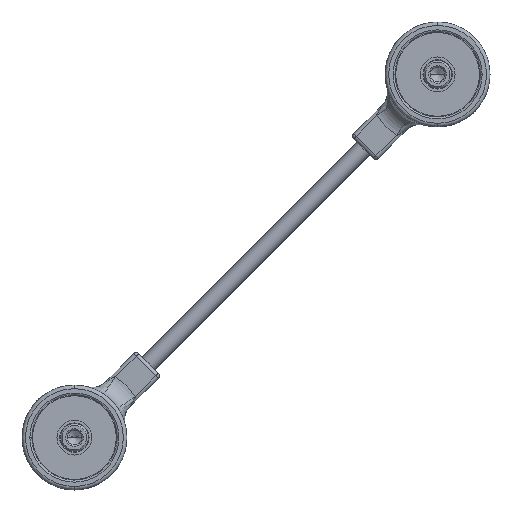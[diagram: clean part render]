
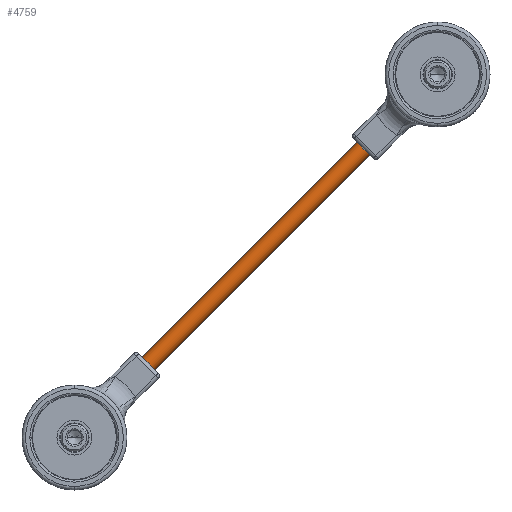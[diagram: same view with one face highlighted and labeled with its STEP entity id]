
A CAD part, front view. The second image highlights one B-rep face of the part: STEP entity #4759.
In plain terms, the highlighted cylindrical face has radius 2.5 mm (diameter 5 mm), a partial arc.
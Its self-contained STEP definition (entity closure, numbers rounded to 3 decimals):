
#4737 = EDGE_CURVE('',#4738,#4740,#4742,.T.);
#4738 = VERTEX_POINT('',#4739);
#4739 = CARTESIAN_POINT('',(2.5,0.,0.));
#4740 = VERTEX_POINT('',#4741);
#4741 = CARTESIAN_POINT('',(-2.5,0.,0.));
#4742 = CIRCLE('',#4743,2.5);
#4743 = AXIS2_PLACEMENT_3D('',#4744,#4745,#4746);
#4744 = CARTESIAN_POINT('',(0.,0.,0.));
#4745 = DIRECTION('',(-0.,1.,0.));
#4746 = DIRECTION('',(1.,0.,0.));
#4759 = ADVANCED_FACE('',(#4760),#4786,.T.);
#4760 = FACE_BOUND('',#4761,.T.);
#4761 = EDGE_LOOP('',(#4762,#4770,#4779,#4785));
#4762 = ORIENTED_EDGE('',*,*,#4763,.T.);
#4763 = EDGE_CURVE('',#4740,#4764,#4766,.T.);
#4764 = VERTEX_POINT('',#4765);
#4765 = CARTESIAN_POINT('',(-2.5,111.,0.));
#4766 = LINE('',#4767,#4768);
#4767 = CARTESIAN_POINT('',(-2.5,0.,0.));
#4768 = VECTOR('',#4769,1.);
#4769 = DIRECTION('',(0.,1.,0.));
#4770 = ORIENTED_EDGE('',*,*,#4771,.F.);
#4771 = EDGE_CURVE('',#4772,#4764,#4774,.T.);
#4772 = VERTEX_POINT('',#4773);
#4773 = CARTESIAN_POINT('',(2.5,111.,0.));
#4774 = CIRCLE('',#4775,2.5);
#4775 = AXIS2_PLACEMENT_3D('',#4776,#4777,#4778);
#4776 = CARTESIAN_POINT('',(0.,111.,0.));
#4777 = DIRECTION('',(-0.,1.,0.));
#4778 = DIRECTION('',(1.,0.,0.));
#4779 = ORIENTED_EDGE('',*,*,#4780,.F.);
#4780 = EDGE_CURVE('',#4738,#4772,#4781,.T.);
#4781 = LINE('',#4782,#4783);
#4782 = CARTESIAN_POINT('',(2.5,0.,0.));
#4783 = VECTOR('',#4784,1.);
#4784 = DIRECTION('',(0.,1.,0.));
#4785 = ORIENTED_EDGE('',*,*,#4737,.T.);
#4786 = CYLINDRICAL_SURFACE('',#4787,2.5);
#4787 = AXIS2_PLACEMENT_3D('',#4788,#4789,#4790);
#4788 = CARTESIAN_POINT('',(0.,0.,0.));
#4789 = DIRECTION('',(0.,1.,0.));
#4790 = DIRECTION('',(1.,0.,0.));
